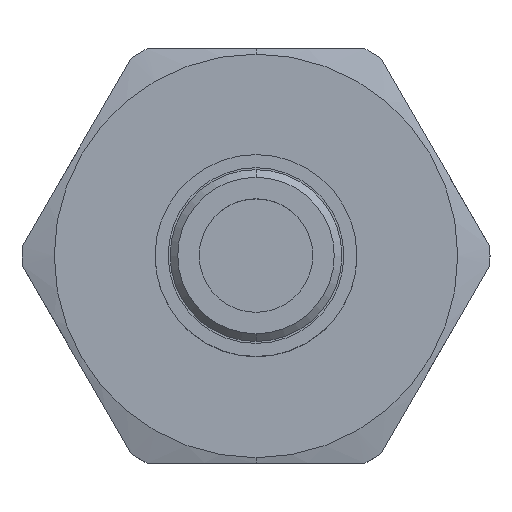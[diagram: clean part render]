
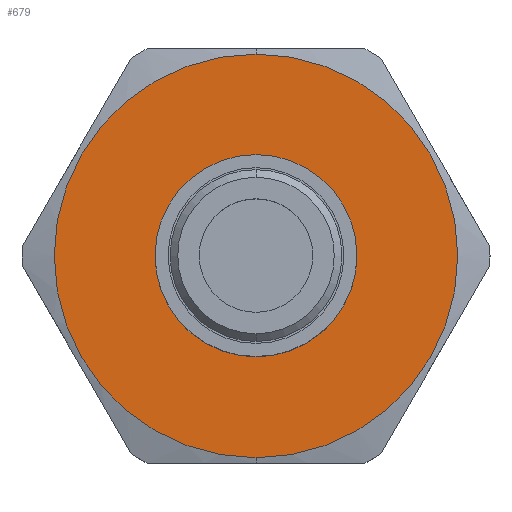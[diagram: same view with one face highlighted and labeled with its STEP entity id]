
A CAD part, top view. The second image highlights one B-rep face of the part: STEP entity #679.
In plain terms, the highlighted planar face has unit normal (0, 0, 1).
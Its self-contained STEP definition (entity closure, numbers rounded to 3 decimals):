
#679=ADVANCED_FACE('16:73',(#1277,#1278),#1279,.T.);
#1277=FACE_OUTER_BOUND('',#1825,.T.);
#1278=FACE_BOUND('',#1826,.T.);
#1279=PLANE('',#1827);
#1825=EDGE_LOOP('',(#3179,#3180));
#1826=EDGE_LOOP('',(#3181,#3182));
#1827=AXIS2_PLACEMENT_3D('',#3183,#3184,#3185);
#3179=ORIENTED_EDGE('',*,*,#3509,.T.);
#3180=ORIENTED_EDGE('',*,*,#3366,.T.);
#3181=ORIENTED_EDGE('',*,*,#3739,.F.);
#3182=ORIENTED_EDGE('',*,*,#3445,.F.);
#3183=CARTESIAN_POINT('',(0.0,0.0,5.0));
#3184=DIRECTION('',(0.0,0.0,1.0));
#3185=DIRECTION('',(1.0,0.0,0.0));
#3366=EDGE_CURVE('',#4015,#4027,#4029,.T.);
#3445=EDGE_CURVE('',#4158,#4154,#4160,.T.);
#3509=EDGE_CURVE('16:340',#4027,#4015,#4253,.T.);
#3739=EDGE_CURVE('16:337',#4154,#4158,#4545,.T.);
#4015=VERTEX_POINT('',#4875);
#4027=VERTEX_POINT('',#4915);
#4029=CIRCLE('',#4918,13.15);
#4154=VERTEX_POINT('',#5072);
#4158=VERTEX_POINT('',#5076);
#4160=CIRCLE('',#5078,6.25);
#4253=CIRCLE('',#5195,13.15);
#4545=CIRCLE('',#5553,6.25);
#4875=CARTESIAN_POINT('',(0.,13.15,5.0));
#4915=CARTESIAN_POINT('',(0.,-13.15,5.0));
#4918=AXIS2_PLACEMENT_3D('',#5850,#5851,#5852);
#5072=CARTESIAN_POINT('',(6.25,0.,5.0));
#5076=CARTESIAN_POINT('',(-6.25,0.,5.0));
#5078=AXIS2_PLACEMENT_3D('',#5993,#5994,#5995);
#5195=AXIS2_PLACEMENT_3D('',#6104,#6105,#6106);
#5553=AXIS2_PLACEMENT_3D('',#6422,#6423,#6424);
#5850=CARTESIAN_POINT('',(0.,0.,5.0));
#5851=DIRECTION('',(0.0,-0.0,1.0));
#5852=DIRECTION('',(0.,1.0,0.0));
#5993=CARTESIAN_POINT('',(0.,0.,5.0));
#5994=DIRECTION('',(0.0,-0.0,1.0));
#5995=DIRECTION('',(0.0,1.0,0.0));
#6104=CARTESIAN_POINT('',(0.,0.,5.0));
#6105=DIRECTION('',(0.0,-0.0,1.0));
#6106=DIRECTION('',(0.,1.0,0.0));
#6422=CARTESIAN_POINT('',(0.,0.,5.0));
#6423=DIRECTION('',(0.0,-0.0,1.0));
#6424=DIRECTION('',(0.0,1.0,0.0));
